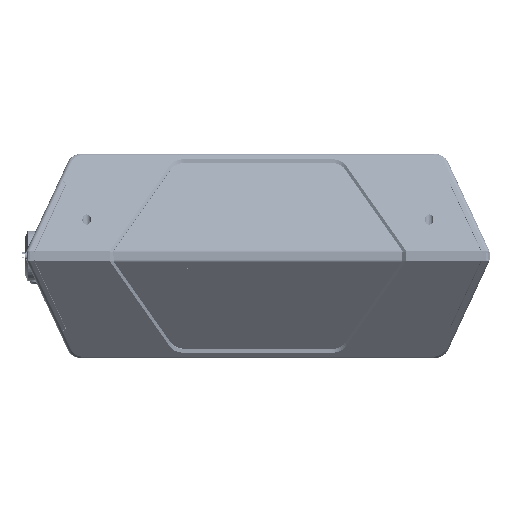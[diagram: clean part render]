
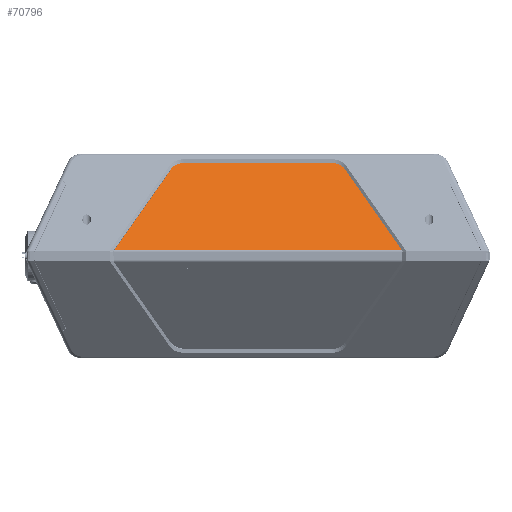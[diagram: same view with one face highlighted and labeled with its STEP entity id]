
A CAD part, front view. The second image highlights one B-rep face of the part: STEP entity #70796.
In plain terms, the highlighted planar face has unit normal (0, -0.766, 0.643).
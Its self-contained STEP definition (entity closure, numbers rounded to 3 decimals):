
#68653=PLANE('',#223229);
#70796=ADVANCED_FACE('',(#76849),#68653,.T.);
#76849=FACE_OUTER_BOUND('',#81629,.T.);
#81629=EDGE_LOOP('',(#126351,#126352,#126353,#126354,#126355,#126356,#126357,
#126358,#126359,#126360,#126361,#126362,#126363,#126364,#126365,#126366,
#126367,#126368,#126369,#126370,#126371,#126372));
#89445=LINE('',#295902,#106925);
#89446=LINE('',#295907,#106926);
#89447=LINE('',#295911,#106927);
#89448=LINE('',#295915,#106928);
#89449=LINE('',#295919,#106929);
#89450=LINE('',#295923,#106930);
#89451=LINE('',#295925,#106931);
#89452=LINE('',#295927,#106932);
#89453=LINE('',#295931,#106933);
#89454=LINE('',#295933,#106934);
#89455=LINE('',#295935,#106935);
#89456=LINE('',#295939,#106936);
#89457=LINE('',#295941,#106937);
#89458=LINE('',#295943,#106938);
#106925=VECTOR('',#239007,1.);
#106926=VECTOR('',#239010,1.);
#106927=VECTOR('',#239013,1.);
#106928=VECTOR('',#239016,1.);
#106929=VECTOR('',#239019,1.);
#106930=VECTOR('',#239022,1.);
#106931=VECTOR('',#239023,1.);
#106932=VECTOR('',#239024,1.);
#106933=VECTOR('',#239027,1.);
#106934=VECTOR('',#239028,1.);
#106935=VECTOR('',#239029,1.);
#106936=VECTOR('',#239032,1.);
#106937=VECTOR('',#239033,1.);
#106938=VECTOR('',#239034,1.);
#126351=ORIENTED_EDGE('',*,*,#188946,.T.);
#126352=ORIENTED_EDGE('',*,*,#188947,.T.);
#126353=ORIENTED_EDGE('',*,*,#188948,.T.);
#126354=ORIENTED_EDGE('',*,*,#188949,.T.);
#126355=ORIENTED_EDGE('',*,*,#188950,.T.);
#126356=ORIENTED_EDGE('',*,*,#188951,.T.);
#126357=ORIENTED_EDGE('',*,*,#188952,.T.);
#126358=ORIENTED_EDGE('',*,*,#188953,.T.);
#126359=ORIENTED_EDGE('',*,*,#188954,.T.);
#126360=ORIENTED_EDGE('',*,*,#188955,.T.);
#126361=ORIENTED_EDGE('',*,*,#188956,.T.);
#126362=ORIENTED_EDGE('',*,*,#188957,.T.);
#126363=ORIENTED_EDGE('',*,*,#188958,.T.);
#126364=ORIENTED_EDGE('',*,*,#188959,.T.);
#126365=ORIENTED_EDGE('',*,*,#188960,.T.);
#126366=ORIENTED_EDGE('',*,*,#188961,.T.);
#126367=ORIENTED_EDGE('',*,*,#188962,.T.);
#126368=ORIENTED_EDGE('',*,*,#188963,.T.);
#126369=ORIENTED_EDGE('',*,*,#188964,.T.);
#126370=ORIENTED_EDGE('',*,*,#188965,.T.);
#126371=ORIENTED_EDGE('',*,*,#188966,.T.);
#126372=ORIENTED_EDGE('',*,*,#188967,.T.);
#157647=VERTEX_POINT('',#295903);
#157648=VERTEX_POINT('',#295904);
#157649=VERTEX_POINT('',#295906);
#157650=VERTEX_POINT('',#295908);
#157651=VERTEX_POINT('',#295910);
#157652=VERTEX_POINT('',#295912);
#157653=VERTEX_POINT('',#295914);
#157654=VERTEX_POINT('',#295916);
#157655=VERTEX_POINT('',#295918);
#157656=VERTEX_POINT('',#295920);
#157657=VERTEX_POINT('',#295922);
#157658=VERTEX_POINT('',#295924);
#157659=VERTEX_POINT('',#295926);
#157660=VERTEX_POINT('',#295928);
#157661=VERTEX_POINT('',#295930);
#157662=VERTEX_POINT('',#295932);
#157663=VERTEX_POINT('',#295934);
#157664=VERTEX_POINT('',#295936);
#157665=VERTEX_POINT('',#295938);
#157666=VERTEX_POINT('',#295940);
#157667=VERTEX_POINT('',#295942);
#157668=VERTEX_POINT('',#295944);
#188946=EDGE_CURVE('',#157647,#157648,#89445,.T.);
#188947=EDGE_CURVE('',#157648,#157649,#216400,.T.);
#188948=EDGE_CURVE('',#157649,#157650,#89446,.T.);
#188949=EDGE_CURVE('',#157650,#157651,#216401,.T.);
#188950=EDGE_CURVE('',#157651,#157652,#89447,.T.);
#188951=EDGE_CURVE('',#157652,#157653,#216402,.T.);
#188952=EDGE_CURVE('',#157653,#157654,#89448,.T.);
#188953=EDGE_CURVE('',#157654,#157655,#216403,.T.);
#188954=EDGE_CURVE('',#157655,#157656,#89449,.T.);
#188955=EDGE_CURVE('',#157656,#157657,#216404,.T.);
#188956=EDGE_CURVE('',#157657,#157658,#89450,.T.);
#188957=EDGE_CURVE('',#157658,#157659,#89451,.T.);
#188958=EDGE_CURVE('',#157659,#157660,#89452,.T.);
#188959=EDGE_CURVE('',#157660,#157661,#216405,.T.);
#188960=EDGE_CURVE('',#157661,#157662,#89453,.T.);
#188961=EDGE_CURVE('',#157662,#157663,#89454,.T.);
#188962=EDGE_CURVE('',#157663,#157664,#89455,.T.);
#188963=EDGE_CURVE('',#157664,#157665,#216406,.T.);
#188964=EDGE_CURVE('',#157665,#157666,#89456,.T.);
#188965=EDGE_CURVE('',#157666,#157667,#89457,.T.);
#188966=EDGE_CURVE('',#157667,#157668,#89458,.T.);
#188967=EDGE_CURVE('',#157668,#157647,#216407,.T.);
#216400=CIRCLE('',#223221,1.);
#216401=CIRCLE('',#223222,1.);
#216402=CIRCLE('',#223223,1.);
#216403=CIRCLE('',#223224,1.);
#216404=CIRCLE('',#223225,0.5);
#216405=CIRCLE('',#223226,0.5);
#216406=CIRCLE('',#223227,0.5);
#216407=CIRCLE('',#223228,0.5);
#223221=AXIS2_PLACEMENT_3D('',#295905,#239008,#239009);
#223222=AXIS2_PLACEMENT_3D('',#295909,#239011,#239012);
#223223=AXIS2_PLACEMENT_3D('',#295913,#239014,#239015);
#223224=AXIS2_PLACEMENT_3D('',#295917,#239017,#239018);
#223225=AXIS2_PLACEMENT_3D('',#295921,#239020,#239021);
#223226=AXIS2_PLACEMENT_3D('',#295929,#239025,#239026);
#223227=AXIS2_PLACEMENT_3D('',#295937,#239030,#239031);
#223228=AXIS2_PLACEMENT_3D('',#295945,#239035,#239036);
#223229=AXIS2_PLACEMENT_3D('',#295946,#239037,#239038);
#239007=DIRECTION('',(-0.88,0.305,0.364));
#239008=DIRECTION('',(0.,-0.766,0.643));
#239009=DIRECTION('',(0.,0.643,0.766));
#239010=DIRECTION('',(-0.475,-0.566,-0.674));
#239011=DIRECTION('',(0.,-0.766,0.643));
#239012=DIRECTION('',(0.,0.643,0.766));
#239013=DIRECTION('',(1.,0.,0.));
#239014=DIRECTION('',(0.,-0.766,0.643));
#239015=DIRECTION('',(0.,0.643,0.766));
#239016=DIRECTION('',(-0.475,0.566,0.674));
#239017=DIRECTION('',(0.,-0.766,0.643));
#239018=DIRECTION('',(0.,0.643,0.766));
#239019=DIRECTION('',(-0.88,-0.305,-0.364));
#239020=DIRECTION('',(0.,0.766,-0.643));
#239021=DIRECTION('',(0.,0.643,0.766));
#239022=DIRECTION('',(-0.475,0.566,0.674));
#239023=DIRECTION('',(-0.475,0.566,0.674));
#239024=DIRECTION('',(-0.475,0.566,0.674));
#239025=DIRECTION('',(0.,0.766,-0.643));
#239026=DIRECTION('',(0.,0.643,0.766));
#239027=DIRECTION('',(0.88,0.305,0.364));
#239028=DIRECTION('',(-1.,0.,0.));
#239029=DIRECTION('',(0.88,-0.305,-0.364));
#239030=DIRECTION('',(0.,0.766,-0.643));
#239031=DIRECTION('',(0.,0.643,0.766));
#239032=DIRECTION('',(-0.475,-0.566,-0.674));
#239033=DIRECTION('',(-0.475,-0.566,-0.674));
#239034=DIRECTION('',(-0.475,-0.566,-0.674));
#239035=DIRECTION('',(0.,0.766,-0.643));
#239036=DIRECTION('',(0.,0.643,0.766));
#239037=DIRECTION('',(0.,-0.766,0.643));
#239038=DIRECTION('',(0.,0.643,0.766));
#295902=CARTESIAN_POINT('',(-119.727,-379.007,242.958));
#295903=CARTESIAN_POINT('',(-117.967,-379.618,242.231));
#295904=CARTESIAN_POINT('',(-118.847,-379.313,242.595));
#295905=CARTESIAN_POINT('',(-119.322,-379.878,241.921));
#295906=CARTESIAN_POINT('',(-120.202,-379.573,242.284));
#295907=CARTESIAN_POINT('',(-82.652,-334.847,295.587));
#295908=CARTESIAN_POINT('',(-123.88,-383.954,237.063));
#295909=CARTESIAN_POINT('',(-123.,-384.26,236.699));
#295910=CARTESIAN_POINT('',(-123.968,-384.097,236.893));
#295911=CARTESIAN_POINT('',(-124.,-384.097,236.893));
#295912=CARTESIAN_POINT('',(263.968,-384.097,236.893));
#295913=CARTESIAN_POINT('',(263.,-384.26,236.699));
#295914=CARTESIAN_POINT('',(263.88,-383.954,237.063));
#295915=CARTESIAN_POINT('',(222.652,-334.847,295.587));
#295916=CARTESIAN_POINT('',(260.202,-379.573,242.284));
#295917=CARTESIAN_POINT('',(259.322,-379.878,241.921));
#295918=CARTESIAN_POINT('',(258.847,-379.313,242.595));
#295919=CARTESIAN_POINT('',(259.727,-379.007,242.958));
#295920=CARTESIAN_POINT('',(257.967,-379.618,242.231));
#295921=CARTESIAN_POINT('',(257.729,-379.335,242.568));
#295922=CARTESIAN_POINT('',(257.289,-379.488,242.386));
#295923=CARTESIAN_POINT('',(257.052,-379.205,242.723));
#295924=CARTESIAN_POINT('',(257.051,-379.204,242.724));
#295925=CARTESIAN_POINT('',(257.051,-379.204,242.724));
#295926=CARTESIAN_POINT('',(180.549,-288.081,351.32));
#295927=CARTESIAN_POINT('',(257.052,-379.205,242.723));
#295928=CARTESIAN_POINT('',(180.311,-287.797,351.658));
#295929=CARTESIAN_POINT('',(180.751,-287.645,351.84));
#295930=CARTESIAN_POINT('',(180.513,-287.362,352.177));
#295931=CARTESIAN_POINT('',(182.273,-286.751,352.905));
#295932=CARTESIAN_POINT('',(180.643,-287.317,352.231));
#295933=CARTESIAN_POINT('',(182.748,-287.317,352.231));
#295934=CARTESIAN_POINT('',(-40.643,-287.317,352.231));
#295935=CARTESIAN_POINT('',(-42.273,-286.751,352.905));
#295936=CARTESIAN_POINT('',(-40.513,-287.362,352.177));
#295937=CARTESIAN_POINT('',(-40.751,-287.645,351.84));
#295938=CARTESIAN_POINT('',(-40.311,-287.797,351.658));
#295939=CARTESIAN_POINT('',(-117.052,-379.205,242.723));
#295940=CARTESIAN_POINT('',(-40.549,-288.081,351.32));
#295941=CARTESIAN_POINT('',(-117.051,-379.204,242.724));
#295942=CARTESIAN_POINT('',(-117.051,-379.204,242.724));
#295943=CARTESIAN_POINT('',(-117.052,-379.205,242.723));
#295944=CARTESIAN_POINT('',(-117.289,-379.488,242.386));
#295945=CARTESIAN_POINT('',(-117.729,-379.335,242.568));
#295946=CARTESIAN_POINT('',(70.,-387.799,232.481));
